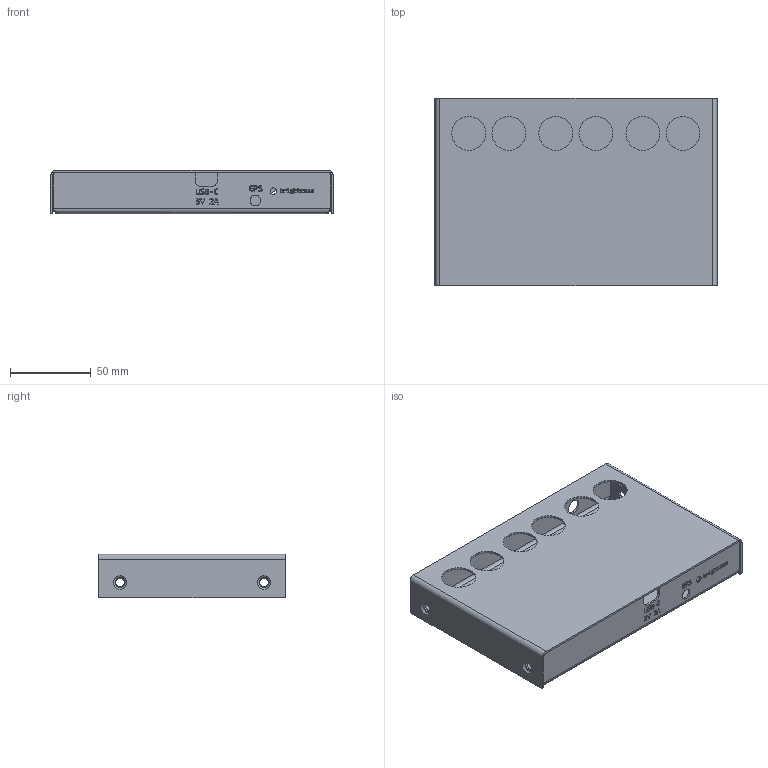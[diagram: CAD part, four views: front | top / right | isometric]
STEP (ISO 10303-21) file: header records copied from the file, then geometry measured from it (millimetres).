
FILE_DESCRIPTION(('FreeCAD Model'),'2;1');
FILE_NAME('Open CASCADE Shape Model','2024-04-18T21:57:42',(''),(''), 'Open CASCADE STEP processor 7.6','FreeCAD','Unknown');
FILE_SCHEMA(('AUTOMOTIVE_DESIGN { 1 0 10303 214 1 1 1 1 }'));
Length unit declared in the file: millimetre
Products named in the file (7): nixieAccurateClock_B_enclosure_protocase_U_4_5_1_6_75; brightness; GPS; 5V 2A; USB-C; Base-Rear-Front-Bottom; Cover-Top
Assembly tree (6 placements, depth 2):
  nixieAccurateClock_B_enclosure_protocase_U_4_5_1_6_75
    brightness
    GPS
    5V 2A
    USB-C
    Base-Rear-Front-Bottom
    Cover-Top
Bounding box: 174.4 x 115.82 x 26.87 mm (x, y, z)
Volume: 65625.7 mm3; surface area: 110312.6 mm2
Topology: 2 solids, 25 shells, 126 faces, 867 edges, 768 vertices
Faces by surface type: plane 63, cylinder 43, bspline 12, cone 8
Full cylindrical faces by diameter (mm): 2.9 x4, 3.92 x1, 5.41 x4, 6.604 x1, 9.068 x1, 20.955 x6
Entity records: 9350 total; most frequent: CARTESIAN_POINT 3514, ORIENTED_EDGE 1112, EDGE_CURVE 867, VERTEX_POINT 768, DIRECTION 639, B_SPLINE_CURVE_WITH_KNOTS 544, LINE 249, VECTOR 249
